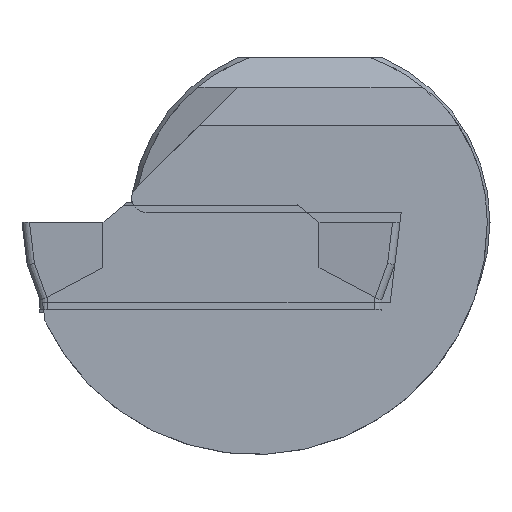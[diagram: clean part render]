
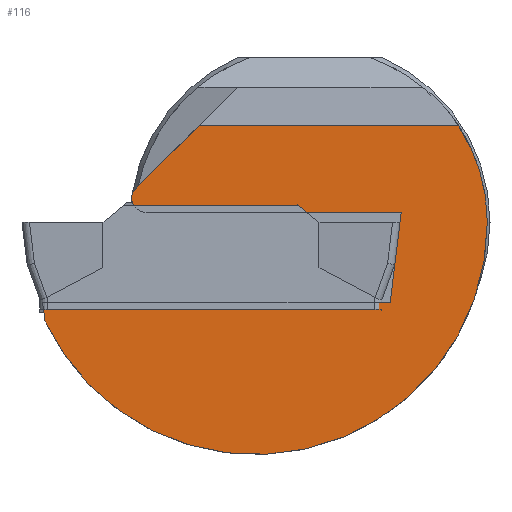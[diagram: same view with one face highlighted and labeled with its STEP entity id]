
A CAD part, left-side view. The second image highlights one B-rep face of the part: STEP entity #116.
In plain terms, the highlighted planar face has unit normal (-1, 0, 0).
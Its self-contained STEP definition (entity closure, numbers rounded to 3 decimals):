
#57=PLANE('',#1193);
#116=ADVANCED_FACE('',(#196),#57,.T.);
#196=FACE_OUTER_BOUND('',#257,.T.);
#257=EDGE_LOOP('',(#567,#568,#569,#570,#571,#572,#573,#574,#575));
#324=CIRCLE('',#1190,12.9);
#325=CIRCLE('',#1191,9.85);
#326=CIRCLE('',#1192,0.8);
#340=LINE('',#1711,#444);
#341=LINE('',#1714,#445);
#342=LINE('',#1716,#446);
#343=LINE('',#1722,#447);
#344=LINE('',#1724,#448);
#345=LINE('',#1728,#449);
#444=VECTOR('',#1322,1.);
#445=VECTOR('',#1323,1.);
#446=VECTOR('',#1324,1.);
#447=VECTOR('',#1329,1.);
#448=VECTOR('',#1330,1.);
#449=VECTOR('',#1333,1.);
#567=ORIENTED_EDGE('',*,*,#1003,.T.);
#568=ORIENTED_EDGE('',*,*,#1004,.T.);
#569=ORIENTED_EDGE('',*,*,#1005,.F.);
#570=ORIENTED_EDGE('',*,*,#1006,.T.);
#571=ORIENTED_EDGE('',*,*,#1007,.T.);
#572=ORIENTED_EDGE('',*,*,#1008,.T.);
#573=ORIENTED_EDGE('',*,*,#1009,.F.);
#574=ORIENTED_EDGE('',*,*,#1010,.T.);
#575=ORIENTED_EDGE('',*,*,#1011,.T.);
#893=VERTEX_POINT('',#1712);
#894=VERTEX_POINT('',#1713);
#895=VERTEX_POINT('',#1715);
#896=VERTEX_POINT('',#1717);
#897=VERTEX_POINT('',#1719);
#898=VERTEX_POINT('',#1721);
#899=VERTEX_POINT('',#1723);
#900=VERTEX_POINT('',#1725);
#901=VERTEX_POINT('',#1727);
#1003=EDGE_CURVE('',#893,#894,#340,.T.);
#1004=EDGE_CURVE('',#894,#895,#341,.T.);
#1005=EDGE_CURVE('',#896,#895,#342,.T.);
#1006=EDGE_CURVE('',#896,#897,#324,.T.);
#1007=EDGE_CURVE('',#897,#898,#325,.T.);
#1008=EDGE_CURVE('',#898,#899,#343,.T.);
#1009=EDGE_CURVE('',#900,#899,#344,.T.);
#1010=EDGE_CURVE('',#900,#901,#326,.T.);
#1011=EDGE_CURVE('',#901,#893,#345,.T.);
#1190=AXIS2_PLACEMENT_3D('',#1718,#1325,#1326);
#1191=AXIS2_PLACEMENT_3D('',#1720,#1327,#1328);
#1192=AXIS2_PLACEMENT_3D('',#1726,#1331,#1332);
#1193=AXIS2_PLACEMENT_3D('',#1729,#1334,#1335);
#1322=DIRECTION('',(0.,0.122,-0.993));
#1323=DIRECTION('',(0.,1.,0.));
#1324=DIRECTION('',(0.,0.122,0.993));
#1325=DIRECTION('',(-1.,0.,0.));
#1326=DIRECTION('',(0.,0.,1.));
#1327=DIRECTION('',(-1.,0.,0.));
#1328=DIRECTION('',(0.,0.,1.));
#1329=DIRECTION('',(0.,1.,0.));
#1330=DIRECTION('',(0.,-0.707,0.707));
#1331=DIRECTION('',(-1.,0.,0.));
#1332=DIRECTION('',(0.,0.,1.));
#1333=DIRECTION('',(0.,-1.,0.));
#1334=DIRECTION('',(-1.,0.,0.));
#1335=DIRECTION('',(0.,0.,1.));
#1711=CARTESIAN_POINT('',(0.4,-4.926,-0.605));
#1712=CARTESIAN_POINT('',(0.4,-5.068,0.551));
#1713=CARTESIAN_POINT('',(0.4,-4.453,-4.451));
#1714=CARTESIAN_POINT('',(0.4,0.,-4.451));
#1715=CARTESIAN_POINT('',(0.4,14.855,-4.451));
#1716=CARTESIAN_POINT('',(0.4,15.173,-1.863));
#1717=CARTESIAN_POINT('',(0.4,14.729,-5.479));
#1718=CARTESIAN_POINT('',(0.4,3.05,0.));
#1719=CARTESIAN_POINT('',(0.4,-9.85,0.));
#1720=CARTESIAN_POINT('',(0.4,0.,0.));
#1721=CARTESIAN_POINT('',(0.4,-8.267,5.355));
#1722=CARTESIAN_POINT('',(0.4,0.,5.355));
#1723=CARTESIAN_POINT('',(0.4,6.165,5.355));
#1724=CARTESIAN_POINT('',(0.4,5.76,5.76));
#1725=CARTESIAN_POINT('',(0.4,9.836,1.684));
#1726=CARTESIAN_POINT('',(0.4,9.109,1.351));
#1727=CARTESIAN_POINT('',(0.4,9.109,0.551));
#1728=CARTESIAN_POINT('',(0.4,0.,0.551));
#1729=CARTESIAN_POINT('',(0.4,0.,0.));
